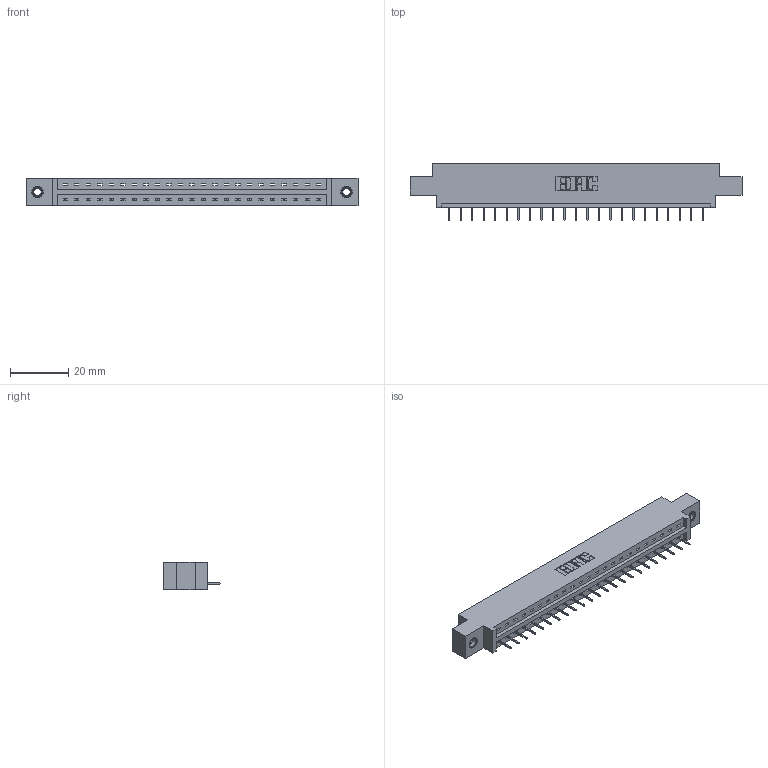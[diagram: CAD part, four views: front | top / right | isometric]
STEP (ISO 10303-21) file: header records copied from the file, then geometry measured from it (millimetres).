
FILE_DESCRIPTION (( 'STEP AP203' ), '1' );
FILE_NAME ('337-023-524-607.STEP', '2018-08-05T16:51:02', ( '' ), ( '' ), 'SwSTEP 2.0', 'SolidWorks 2016', '' );
FILE_SCHEMA (( 'CONFIG_CONTROL_DESIGN' ));
Length unit declared in the file: inch
Products named in the file (4): 345-250-001_345-250-005-103; 337-023-524-607; 337 Part_0.170 Offset - 0.156 Dia-TI; 345-292-001_345-293-124
Assembly tree (26 placements, depth 2):
  337-023-524-607
    337 Part_0.170 Offset - 0.156 Dia-TI
    345-292-001_345-293-124  x23
    345-250-001_345-250-005-103  x2
Bounding box: 114.15 x 19.69 x 9.4 mm (x, y, z)
Volume: 11404.1 mm3; surface area: 11496.9 mm2
Topology: 26 solids, 26 shells, 1696 faces, 4875 edges, 3150 vertices
Faces by surface type: plane 1302, cylinder 378, cone 12, torus 4
Entity records: 20946 total; most frequent: CARTESIAN_POINT 3626, ORIENTED_EDGE 3578, DIRECTION 3125, EDGE_CURVE 1789, VECTOR 1645, LINE 1645, VERTEX_POINT 1184, AXIS2_PLACEMENT_3D 740
